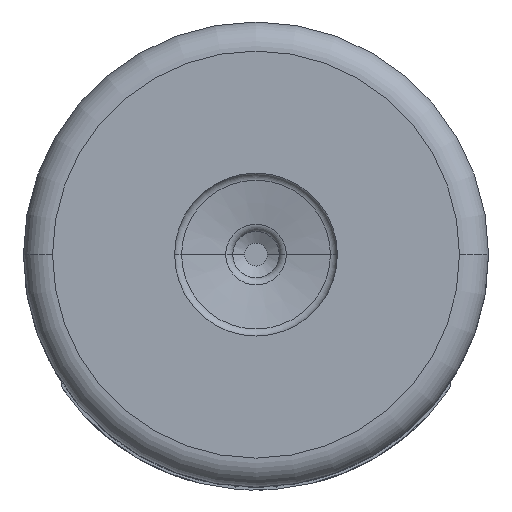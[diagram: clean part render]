
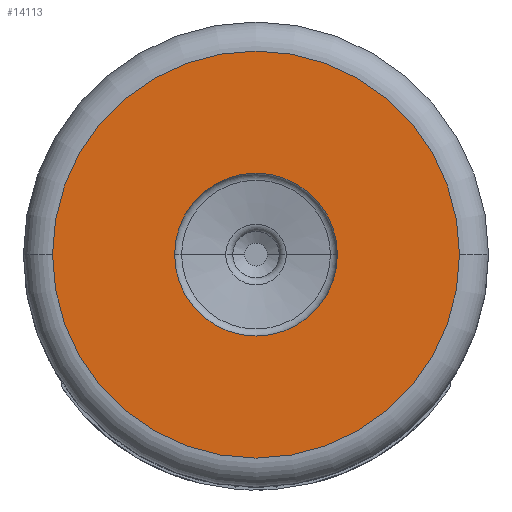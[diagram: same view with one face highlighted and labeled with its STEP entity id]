
A CAD part, front view. The second image highlights one B-rep face of the part: STEP entity #14113.
In plain terms, the highlighted planar face has unit normal (0, -1, 0).
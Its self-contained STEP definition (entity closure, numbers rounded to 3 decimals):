
#1934=CARTESIAN_POINT('',(0.,-4.,0.));
#1935=DIRECTION('',(0.,-1.,0.));
#1936=DIRECTION('',(1.,0.,0.));
#1937=AXIS2_PLACEMENT_3D('',#1934,#1935,#1936);
#1949=CARTESIAN_POINT('',(0.,-4.,0.));
#1950=DIRECTION('',(0.,-1.,0.));
#1951=DIRECTION('',(-1.,0.,0.));
#1952=AXIS2_PLACEMENT_3D('',#1949,#1950,#1951);
#1954=CARTESIAN_POINT('',(0.,-4.,0.));
#1955=DIRECTION('',(0.,-1.,0.));
#1956=DIRECTION('',(1.,0.,0.));
#1957=AXIS2_PLACEMENT_3D('',#1954,#1955,#1956);
#1959=CARTESIAN_POINT('',(0.,-4.,0.));
#1960=DIRECTION('',(0.,-1.,0.));
#1961=DIRECTION('',(-1.,0.,0.));
#1962=AXIS2_PLACEMENT_3D('',#1959,#1960,#1961);
#11895=CARTESIAN_POINT('',(-1.4,-4.,0.));
#11896=CARTESIAN_POINT('',(1.4,-4.,0.));
#11897=VERTEX_POINT('',#11895);
#11898=VERTEX_POINT('',#11896);
#11899=CARTESIAN_POINT('',(3.5,-4.,0.));
#11900=CARTESIAN_POINT('',(-3.5,-4.,0.));
#11901=VERTEX_POINT('',#11899);
#11902=VERTEX_POINT('',#11900);
#14097=CARTESIAN_POINT('',(0.,-4.,0.));
#14098=DIRECTION('',(0.,1.,0.));
#14099=DIRECTION('',(1.,0.,0.));
#14100=AXIS2_PLACEMENT_3D('',#14097,#14098,#14099);
#14101=PLANE('',#14100);
#14102=ORIENTED_EDGE('',*,*,#14087,.F.);
#14104=ORIENTED_EDGE('',*,*,#14103,.F.);
#14105=EDGE_LOOP('',(#14102,#14104));
#14106=FACE_OUTER_BOUND('',#14105,.F.);
#14108=ORIENTED_EDGE('',*,*,#14107,.T.);
#14110=ORIENTED_EDGE('',*,*,#14109,.T.);
#14111=EDGE_LOOP('',(#14108,#14110));
#14112=FACE_BOUND('',#14111,.F.);
#14113=ADVANCED_FACE('',(#14106,#14112),#14101,.F.);
#1938=CIRCLE('',#1937,3.5);
#1953=CIRCLE('',#1952,1.4);
#1958=CIRCLE('',#1957,1.4);
#1963=CIRCLE('',#1962,3.5);
#14087=EDGE_CURVE('',#11901,#11902,#1938,.T.);
#14103=EDGE_CURVE('',#11902,#11901,#1963,.T.);
#14107=EDGE_CURVE('',#11897,#11898,#1953,.T.);
#14109=EDGE_CURVE('',#11898,#11897,#1958,.T.);
